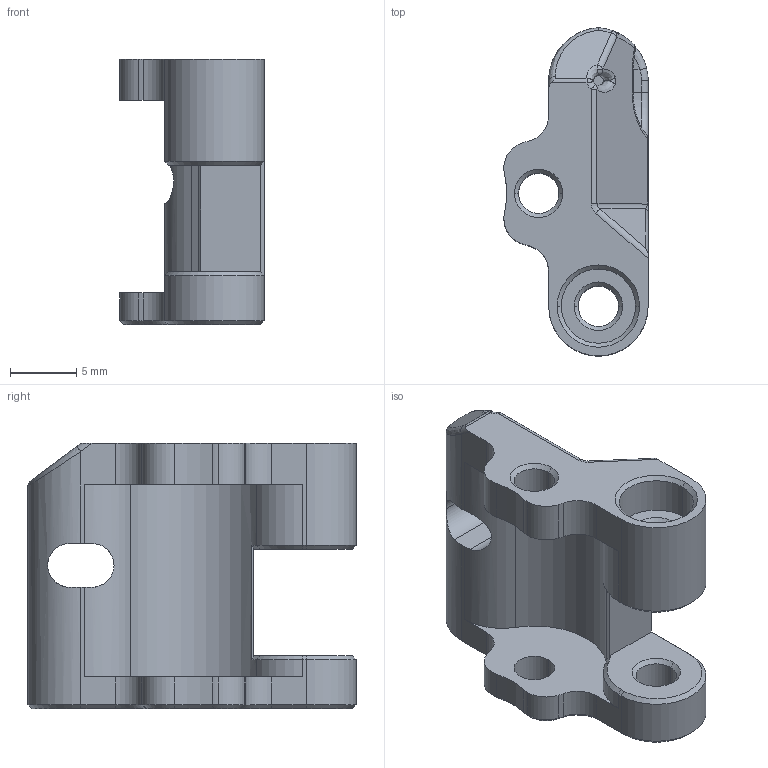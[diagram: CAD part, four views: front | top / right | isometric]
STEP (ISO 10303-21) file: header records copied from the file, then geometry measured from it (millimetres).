
FILE_DESCRIPTION (( 'STEP AP203' ), '1' );
FILE_NAME ('door01.STEP', '2021-12-25T14:19:48', ( '' ), ( '' ), 'SwSTEP 2.0', 'SolidWorks 2017', '' );
FILE_SCHEMA (( 'CONFIG_CONTROL_DESIGN' ));
Length unit declared in the file: millimetre
Products named in the file (1): door01
Bounding box: 10.88 x 24.74 x 20 mm (x, y, z)
Volume: 2046.7 mm3; surface area: 1832.2 mm2
Topology: 1 solids, 1 shells, 146 faces, 360 edges, 216 vertices
Faces by surface type: cylinder 53, cone 33, plane 32, bspline 17, sphere 8, torus 3
Entity records: 4755 total; most frequent: CARTESIAN_POINT 1305, ORIENTED_EDGE 720, DIRECTION 718, EDGE_CURVE 360, AXIS2_PLACEMENT_3D 285, VERTEX_POINT 216, EDGE_LOOP 156, CIRCLE 155
